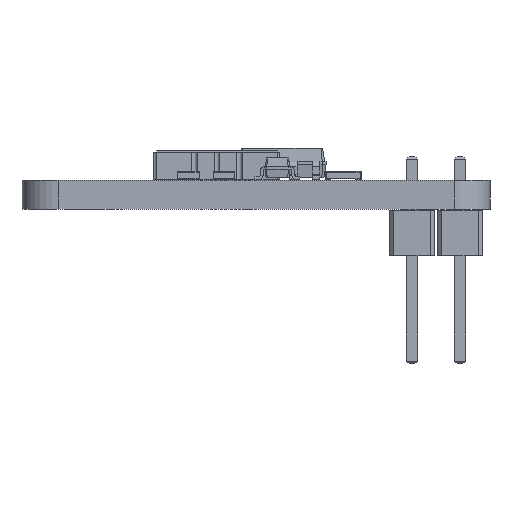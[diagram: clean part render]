
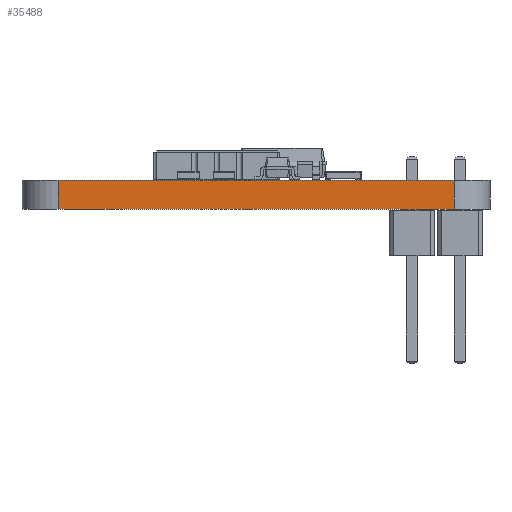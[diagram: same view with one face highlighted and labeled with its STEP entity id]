
A CAD part, left-side view. The second image highlights one B-rep face of the part: STEP entity #35488.
In plain terms, the highlighted planar face has unit normal (-1, 0, 0).
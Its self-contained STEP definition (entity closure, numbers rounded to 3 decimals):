
#33765 = CYLINDRICAL_SURFACE('',#33766,2.);
#33766 = AXIS2_PLACEMENT_3D('',#33767,#33768,#33769);
#33767 = CARTESIAN_POINT('',(-9.,11.,0.));
#33768 = DIRECTION('',(-0.,-0.,-1.));
#33769 = DIRECTION('',(1.,0.,-0.));
#33793 = PLANE('',#33794);
#33794 = AXIS2_PLACEMENT_3D('',#33795,#33796,#33797);
#33795 = CARTESIAN_POINT('',(-0.361,0.444,1.6));
#33796 = DIRECTION('',(-0.,-0.,-1.));
#33797 = DIRECTION('',(-1.,0.,0.));
#33847 = PLANE('',#33848);
#33848 = AXIS2_PLACEMENT_3D('',#33849,#33850,#33851);
#33849 = CARTESIAN_POINT('',(-0.361,0.444,0.));
#33850 = DIRECTION('',(-0.,-0.,-1.));
#33851 = DIRECTION('',(-1.,0.,0.));
#33864 = VERTEX_POINT('',#33865);
#33865 = CARTESIAN_POINT('',(-11.,11.,1.6));
#33891 = EDGE_CURVE('',#33892,#33864,#33894,.T.);
#33892 = VERTEX_POINT('',#33893);
#33893 = CARTESIAN_POINT('',(-11.,11.,0.));
#33894 = SURFACE_CURVE('',#33895,(#33899,#33906),.PCURVE_S1.);
#33895 = LINE('',#33896,#33897);
#33896 = CARTESIAN_POINT('',(-11.,11.,0.));
#33897 = VECTOR('',#33898,1.);
#33898 = DIRECTION('',(0.,0.,1.));
#33899 = PCURVE('',#33765,#33900);
#33900 = DEFINITIONAL_REPRESENTATION('',(#33901),#33905);
#33901 = LINE('',#33902,#33903);
#33902 = CARTESIAN_POINT('',(-3.142,0.));
#33903 = VECTOR('',#33904,1.);
#33904 = DIRECTION('',(-0.,-1.));
#33905 = ( GEOMETRIC_REPRESENTATION_CONTEXT(2) 
PARAMETRIC_REPRESENTATION_CONTEXT() REPRESENTATION_CONTEXT('2D SPACE',''
  ) );
#33906 = PCURVE('',#33907,#33912);
#33907 = PLANE('',#33908);
#33908 = AXIS2_PLACEMENT_3D('',#33909,#33910,#33911);
#33909 = CARTESIAN_POINT('',(-11.,-11.,0.));
#33910 = DIRECTION('',(-1.,0.,0.));
#33911 = DIRECTION('',(0.,1.,0.));
#33912 = DEFINITIONAL_REPRESENTATION('',(#33913),#33917);
#33913 = LINE('',#33914,#33915);
#33914 = CARTESIAN_POINT('',(22.,0.));
#33915 = VECTOR('',#33916,1.);
#33916 = DIRECTION('',(0.,-1.));
#33917 = ( GEOMETRIC_REPRESENTATION_CONTEXT(2) 
PARAMETRIC_REPRESENTATION_CONTEXT() REPRESENTATION_CONTEXT('2D SPACE',''
  ) );
#34271 = VERTEX_POINT('',#34272);
#34272 = CARTESIAN_POINT('',(-11.,-11.,0.));
#34291 = CYLINDRICAL_SURFACE('',#34292,2.);
#34292 = AXIS2_PLACEMENT_3D('',#34293,#34294,#34295);
#34293 = CARTESIAN_POINT('',(-9.,-11.,0.));
#34294 = DIRECTION('',(-0.,-0.,-1.));
#34295 = DIRECTION('',(1.,0.,-0.));
#34303 = EDGE_CURVE('',#34271,#33892,#34304,.T.);
#34304 = SURFACE_CURVE('',#34305,(#34309,#34316),.PCURVE_S1.);
#34305 = LINE('',#34306,#34307);
#34306 = CARTESIAN_POINT('',(-11.,-11.,0.));
#34307 = VECTOR('',#34308,1.);
#34308 = DIRECTION('',(0.,1.,0.));
#34309 = PCURVE('',#33847,#34310);
#34310 = DEFINITIONAL_REPRESENTATION('',(#34311),#34315);
#34311 = LINE('',#34312,#34313);
#34312 = CARTESIAN_POINT('',(10.639,-11.444));
#34313 = VECTOR('',#34314,1.);
#34314 = DIRECTION('',(0.,1.));
#34315 = ( GEOMETRIC_REPRESENTATION_CONTEXT(2) 
PARAMETRIC_REPRESENTATION_CONTEXT() REPRESENTATION_CONTEXT('2D SPACE',''
  ) );
#34316 = PCURVE('',#33907,#34317);
#34317 = DEFINITIONAL_REPRESENTATION('',(#34318),#34322);
#34318 = LINE('',#34319,#34320);
#34319 = CARTESIAN_POINT('',(0.,0.));
#34320 = VECTOR('',#34321,1.);
#34321 = DIRECTION('',(1.,0.));
#34322 = ( GEOMETRIC_REPRESENTATION_CONTEXT(2) 
PARAMETRIC_REPRESENTATION_CONTEXT() REPRESENTATION_CONTEXT('2D SPACE',''
  ) );
#35020 = VERTEX_POINT('',#35021);
#35021 = CARTESIAN_POINT('',(-11.,-11.,1.6));
#35047 = EDGE_CURVE('',#35020,#33864,#35048,.T.);
#35048 = SURFACE_CURVE('',#35049,(#35053,#35060),.PCURVE_S1.);
#35049 = LINE('',#35050,#35051);
#35050 = CARTESIAN_POINT('',(-11.,-11.,1.6));
#35051 = VECTOR('',#35052,1.);
#35052 = DIRECTION('',(0.,1.,0.));
#35053 = PCURVE('',#33793,#35054);
#35054 = DEFINITIONAL_REPRESENTATION('',(#35055),#35059);
#35055 = LINE('',#35056,#35057);
#35056 = CARTESIAN_POINT('',(10.639,-11.444));
#35057 = VECTOR('',#35058,1.);
#35058 = DIRECTION('',(0.,1.));
#35059 = ( GEOMETRIC_REPRESENTATION_CONTEXT(2) 
PARAMETRIC_REPRESENTATION_CONTEXT() REPRESENTATION_CONTEXT('2D SPACE',''
  ) );
#35060 = PCURVE('',#33907,#35061);
#35061 = DEFINITIONAL_REPRESENTATION('',(#35062),#35066);
#35062 = LINE('',#35063,#35064);
#35063 = CARTESIAN_POINT('',(0.,-1.6));
#35064 = VECTOR('',#35065,1.);
#35065 = DIRECTION('',(1.,0.));
#35066 = ( GEOMETRIC_REPRESENTATION_CONTEXT(2) 
PARAMETRIC_REPRESENTATION_CONTEXT() REPRESENTATION_CONTEXT('2D SPACE',''
  ) );
#35488 = ADVANCED_FACE('',(#35489),#33907,.T.);
#35489 = FACE_BOUND('',#35490,.T.);
#35490 = EDGE_LOOP('',(#35491,#35512,#35513,#35514));
#35491 = ORIENTED_EDGE('',*,*,#35492,.T.);
#35492 = EDGE_CURVE('',#34271,#35020,#35493,.T.);
#35493 = SURFACE_CURVE('',#35494,(#35498,#35505),.PCURVE_S1.);
#35494 = LINE('',#35495,#35496);
#35495 = CARTESIAN_POINT('',(-11.,-11.,0.));
#35496 = VECTOR('',#35497,1.);
#35497 = DIRECTION('',(0.,0.,1.));
#35498 = PCURVE('',#33907,#35499);
#35499 = DEFINITIONAL_REPRESENTATION('',(#35500),#35504);
#35500 = LINE('',#35501,#35502);
#35501 = CARTESIAN_POINT('',(0.,0.));
#35502 = VECTOR('',#35503,1.);
#35503 = DIRECTION('',(0.,-1.));
#35504 = ( GEOMETRIC_REPRESENTATION_CONTEXT(2) 
PARAMETRIC_REPRESENTATION_CONTEXT() REPRESENTATION_CONTEXT('2D SPACE',''
  ) );
#35505 = PCURVE('',#34291,#35506);
#35506 = DEFINITIONAL_REPRESENTATION('',(#35507),#35511);
#35507 = LINE('',#35508,#35509);
#35508 = CARTESIAN_POINT('',(-3.142,0.));
#35509 = VECTOR('',#35510,1.);
#35510 = DIRECTION('',(-0.,-1.));
#35511 = ( GEOMETRIC_REPRESENTATION_CONTEXT(2) 
PARAMETRIC_REPRESENTATION_CONTEXT() REPRESENTATION_CONTEXT('2D SPACE',''
  ) );
#35512 = ORIENTED_EDGE('',*,*,#35047,.T.);
#35513 = ORIENTED_EDGE('',*,*,#33891,.F.);
#35514 = ORIENTED_EDGE('',*,*,#34303,.F.);
